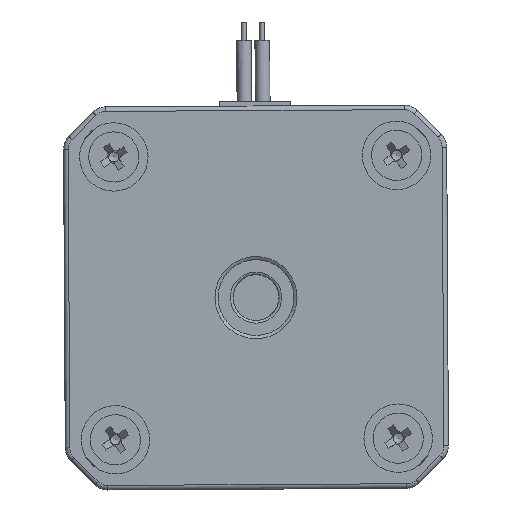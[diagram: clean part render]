
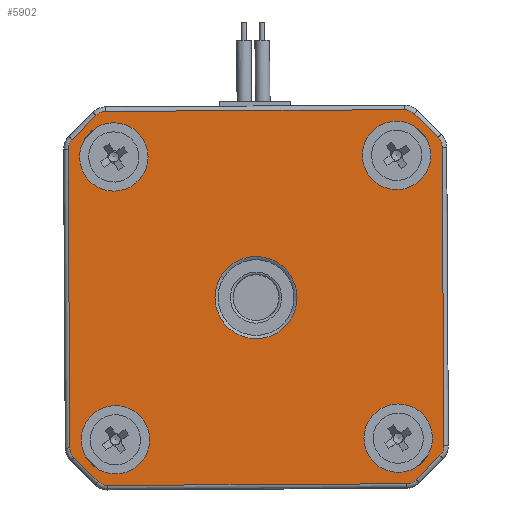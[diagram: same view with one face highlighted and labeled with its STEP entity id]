
A CAD part, front view. The second image highlights one B-rep face of the part: STEP entity #5902.
In plain terms, the highlighted planar face has unit normal (0, -1, 0).
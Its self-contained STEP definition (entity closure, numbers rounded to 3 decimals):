
#122=FACE_BOUND('',#927,.T.);
#123=FACE_BOUND('',#928,.T.);
#124=FACE_BOUND('',#929,.T.);
#125=FACE_BOUND('',#930,.T.);
#126=FACE_BOUND('',#931,.T.);
#177=PLANE('',#6451);
#547=FACE_OUTER_BOUND('',#926,.T.);
#926=EDGE_LOOP('',(#4537,#4538,#4539,#4540,#4541,#4542,#4543,#4544,#4545,
#4546,#4547,#4548,#4549,#4550,#4551,#4552));
#927=EDGE_LOOP('',(#4553,#4554));
#928=EDGE_LOOP('',(#4555,#4556));
#929=EDGE_LOOP('',(#4557,#4558));
#930=EDGE_LOOP('',(#4559,#4560));
#931=EDGE_LOOP('',(#4561,#4562));
#1350=LINE('',#9705,#1747);
#1351=LINE('',#9709,#1748);
#1352=LINE('',#9713,#1749);
#1353=LINE('',#9717,#1750);
#1354=LINE('',#9721,#1751);
#1355=LINE('',#9725,#1752);
#1356=LINE('',#9729,#1753);
#1357=LINE('',#9733,#1754);
#1747=VECTOR('',#7701,1000.);
#1748=VECTOR('',#7704,1000.);
#1749=VECTOR('',#7707,1000.);
#1750=VECTOR('',#7710,1000.);
#1751=VECTOR('',#7713,1000.);
#1752=VECTOR('',#7716,1000.);
#1753=VECTOR('',#7719,1000.);
#1754=VECTOR('',#7722,1000.);
#2140=CIRCLE('',#6408,3.75);
#2141=CIRCLE('',#6409,3.75);
#2144=CIRCLE('',#6413,3.75);
#2145=CIRCLE('',#6414,3.75);
#2148=CIRCLE('',#6418,3.75);
#2149=CIRCLE('',#6419,3.75);
#2152=CIRCLE('',#6423,3.75);
#2153=CIRCLE('',#6424,3.75);
#2163=CIRCLE('',#6439,4.5);
#2164=CIRCLE('',#6440,4.5);
#2170=CIRCLE('',#6452,1.5);
#2171=CIRCLE('',#6453,1.5);
#2172=CIRCLE('',#6454,1.5);
#2173=CIRCLE('',#6455,1.5);
#2174=CIRCLE('',#6456,1.5);
#2175=CIRCLE('',#6457,1.5);
#2176=CIRCLE('',#6458,1.5);
#2177=CIRCLE('',#6459,1.5);
#2617=VERTEX_POINT('',#9547);
#2618=VERTEX_POINT('',#9549);
#2621=VERTEX_POINT('',#9557);
#2622=VERTEX_POINT('',#9559);
#2625=VERTEX_POINT('',#9567);
#2626=VERTEX_POINT('',#9569);
#2629=VERTEX_POINT('',#9577);
#2630=VERTEX_POINT('',#9579);
#2641=VERTEX_POINT('',#9610);
#2642=VERTEX_POINT('',#9612);
#2681=VERTEX_POINT('',#9703);
#2682=VERTEX_POINT('',#9704);
#2683=VERTEX_POINT('',#9706);
#2684=VERTEX_POINT('',#9708);
#2685=VERTEX_POINT('',#9710);
#2686=VERTEX_POINT('',#9712);
#2687=VERTEX_POINT('',#9714);
#2688=VERTEX_POINT('',#9716);
#2689=VERTEX_POINT('',#9718);
#2690=VERTEX_POINT('',#9720);
#2691=VERTEX_POINT('',#9722);
#2692=VERTEX_POINT('',#9724);
#2693=VERTEX_POINT('',#9726);
#2694=VERTEX_POINT('',#9728);
#2695=VERTEX_POINT('',#9730);
#2696=VERTEX_POINT('',#9732);
#3290=EDGE_CURVE('',#2618,#2617,#2140,.T.);
#3291=EDGE_CURVE('',#2617,#2618,#2141,.T.);
#3295=EDGE_CURVE('',#2622,#2621,#2144,.T.);
#3296=EDGE_CURVE('',#2621,#2622,#2145,.T.);
#3300=EDGE_CURVE('',#2626,#2625,#2148,.T.);
#3301=EDGE_CURVE('',#2625,#2626,#2149,.T.);
#3305=EDGE_CURVE('',#2630,#2629,#2152,.T.);
#3306=EDGE_CURVE('',#2629,#2630,#2153,.T.);
#3321=EDGE_CURVE('',#2642,#2641,#2163,.T.);
#3322=EDGE_CURVE('',#2641,#2642,#2164,.T.);
#3367=EDGE_CURVE('',#2681,#2682,#1350,.T.);
#3368=EDGE_CURVE('',#2682,#2683,#2170,.T.);
#3369=EDGE_CURVE('',#2683,#2684,#1351,.T.);
#3370=EDGE_CURVE('',#2684,#2685,#2171,.T.);
#3371=EDGE_CURVE('',#2685,#2686,#1352,.T.);
#3372=EDGE_CURVE('',#2686,#2687,#2172,.T.);
#3373=EDGE_CURVE('',#2687,#2688,#1353,.T.);
#3374=EDGE_CURVE('',#2688,#2689,#2173,.T.);
#3375=EDGE_CURVE('',#2689,#2690,#1354,.T.);
#3376=EDGE_CURVE('',#2690,#2691,#2174,.T.);
#3377=EDGE_CURVE('',#2691,#2692,#1355,.T.);
#3378=EDGE_CURVE('',#2692,#2693,#2175,.T.);
#3379=EDGE_CURVE('',#2693,#2694,#1356,.T.);
#3380=EDGE_CURVE('',#2694,#2695,#2176,.T.);
#3381=EDGE_CURVE('',#2695,#2696,#1357,.T.);
#3382=EDGE_CURVE('',#2696,#2681,#2177,.T.);
#4537=ORIENTED_EDGE('',*,*,#3367,.T.);
#4538=ORIENTED_EDGE('',*,*,#3368,.T.);
#4539=ORIENTED_EDGE('',*,*,#3369,.T.);
#4540=ORIENTED_EDGE('',*,*,#3370,.T.);
#4541=ORIENTED_EDGE('',*,*,#3371,.T.);
#4542=ORIENTED_EDGE('',*,*,#3372,.T.);
#4543=ORIENTED_EDGE('',*,*,#3373,.T.);
#4544=ORIENTED_EDGE('',*,*,#3374,.T.);
#4545=ORIENTED_EDGE('',*,*,#3375,.T.);
#4546=ORIENTED_EDGE('',*,*,#3376,.T.);
#4547=ORIENTED_EDGE('',*,*,#3377,.T.);
#4548=ORIENTED_EDGE('',*,*,#3378,.T.);
#4549=ORIENTED_EDGE('',*,*,#3379,.T.);
#4550=ORIENTED_EDGE('',*,*,#3380,.T.);
#4551=ORIENTED_EDGE('',*,*,#3381,.T.);
#4552=ORIENTED_EDGE('',*,*,#3382,.T.);
#4553=ORIENTED_EDGE('',*,*,#3305,.T.);
#4554=ORIENTED_EDGE('',*,*,#3306,.T.);
#4555=ORIENTED_EDGE('',*,*,#3300,.T.);
#4556=ORIENTED_EDGE('',*,*,#3301,.T.);
#4557=ORIENTED_EDGE('',*,*,#3295,.T.);
#4558=ORIENTED_EDGE('',*,*,#3296,.T.);
#4559=ORIENTED_EDGE('',*,*,#3290,.T.);
#4560=ORIENTED_EDGE('',*,*,#3291,.T.);
#4561=ORIENTED_EDGE('',*,*,#3321,.T.);
#4562=ORIENTED_EDGE('',*,*,#3322,.T.);
#5902=ADVANCED_FACE('',(#547,#122,#123,#124,#125,#126),#177,.F.);
#6408=AXIS2_PLACEMENT_3D('',#9550,#7566,#7567);
#6409=AXIS2_PLACEMENT_3D('',#9551,#7568,#7569);
#6413=AXIS2_PLACEMENT_3D('',#9560,#7577,#7578);
#6414=AXIS2_PLACEMENT_3D('',#9561,#7579,#7580);
#6418=AXIS2_PLACEMENT_3D('',#9570,#7588,#7589);
#6419=AXIS2_PLACEMENT_3D('',#9571,#7590,#7591);
#6423=AXIS2_PLACEMENT_3D('',#9580,#7599,#7600);
#6424=AXIS2_PLACEMENT_3D('',#9581,#7601,#7602);
#6439=AXIS2_PLACEMENT_3D('',#9613,#7636,#7637);
#6440=AXIS2_PLACEMENT_3D('',#9614,#7638,#7639);
#6451=AXIS2_PLACEMENT_3D('',#9702,#7699,#7700);
#6452=AXIS2_PLACEMENT_3D('',#9707,#7702,#7703);
#6453=AXIS2_PLACEMENT_3D('',#9711,#7705,#7706);
#6454=AXIS2_PLACEMENT_3D('',#9715,#7708,#7709);
#6455=AXIS2_PLACEMENT_3D('',#9719,#7711,#7712);
#6456=AXIS2_PLACEMENT_3D('',#9723,#7714,#7715);
#6457=AXIS2_PLACEMENT_3D('',#9727,#7717,#7718);
#6458=AXIS2_PLACEMENT_3D('',#9731,#7720,#7721);
#6459=AXIS2_PLACEMENT_3D('',#9734,#7723,#7724);
#7566=DIRECTION('center_axis',(0.,1.,0.));
#7567=DIRECTION('ref_axis',(-0.006,0.,1.));
#7568=DIRECTION('center_axis',(0.,1.,0.));
#7569=DIRECTION('ref_axis',(-0.006,0.,1.));
#7577=DIRECTION('center_axis',(0.,1.,0.));
#7578=DIRECTION('ref_axis',(-0.006,0.,1.));
#7579=DIRECTION('center_axis',(0.,1.,0.));
#7580=DIRECTION('ref_axis',(-0.006,0.,1.));
#7588=DIRECTION('center_axis',(0.,1.,0.));
#7589=DIRECTION('ref_axis',(-0.006,0.,1.));
#7590=DIRECTION('center_axis',(0.,1.,0.));
#7591=DIRECTION('ref_axis',(-0.006,0.,1.));
#7599=DIRECTION('center_axis',(0.,1.,0.));
#7600=DIRECTION('ref_axis',(-0.006,0.,1.));
#7601=DIRECTION('center_axis',(0.,1.,0.));
#7602=DIRECTION('ref_axis',(-0.006,0.,1.));
#7636=DIRECTION('center_axis',(0.,1.,0.));
#7637=DIRECTION('ref_axis',(-0.006,0.,1.));
#7638=DIRECTION('center_axis',(0.,1.,0.));
#7639=DIRECTION('ref_axis',(-0.006,0.,1.));
#7699=DIRECTION('center_axis',(0.,1.,0.));
#7700=DIRECTION('ref_axis',(-0.006,0.,1.));
#7701=DIRECTION('',(-1.,0.,-0.006));
#7702=DIRECTION('center_axis',(0.,-1.,0.));
#7703=DIRECTION('ref_axis',(-0.006,0.,1.));
#7704=DIRECTION('',(-0.703,0.,-0.711));
#7705=DIRECTION('center_axis',(0.,-1.,0.));
#7706=DIRECTION('ref_axis',(-0.006,0.,1.));
#7707=DIRECTION('',(0.006,0.,-1.));
#7708=DIRECTION('center_axis',(0.,-1.,0.));
#7709=DIRECTION('ref_axis',(-0.006,0.,1.));
#7710=DIRECTION('',(0.711,0.,-0.703));
#7711=DIRECTION('center_axis',(0.,-1.,0.));
#7712=DIRECTION('ref_axis',(-0.006,0.,1.));
#7713=DIRECTION('',(1.,0.,0.006));
#7714=DIRECTION('center_axis',(0.,-1.,0.));
#7715=DIRECTION('ref_axis',(-0.006,0.,1.));
#7716=DIRECTION('',(0.703,0.,0.711));
#7717=DIRECTION('center_axis',(0.,-1.,0.));
#7718=DIRECTION('ref_axis',(-0.006,0.,1.));
#7719=DIRECTION('',(-0.006,0.,1.));
#7720=DIRECTION('center_axis',(0.,-1.,0.));
#7721=DIRECTION('ref_axis',(-0.006,0.,1.));
#7722=DIRECTION('',(-0.711,0.,0.703));
#7723=DIRECTION('center_axis',(0.,-1.,0.));
#7724=DIRECTION('ref_axis',(-0.006,0.,1.));
#9547=CARTESIAN_POINT('',(-2.535,14.5,17.538));
#9549=CARTESIAN_POINT('',(-2.492,14.5,10.038));
#9550=CARTESIAN_POINT('Origin',(-2.514,14.5,13.788));
#9551=CARTESIAN_POINT('Origin',(-2.514,14.5,13.788));
#9557=CARTESIAN_POINT('',(28.465,14.5,17.715));
#9559=CARTESIAN_POINT('',(28.507,14.5,10.215));
#9560=CARTESIAN_POINT('Origin',(28.486,14.5,13.965));
#9561=CARTESIAN_POINT('Origin',(28.486,14.5,13.965));
#9567=CARTESIAN_POINT('',(28.641,14.5,-13.284));
#9569=CARTESIAN_POINT('',(28.684,14.5,-20.784));
#9570=CARTESIAN_POINT('Origin',(28.663,14.5,-17.034));
#9571=CARTESIAN_POINT('Origin',(28.663,14.5,-17.034));
#9577=CARTESIAN_POINT('',(-2.358,14.5,-13.461));
#9579=CARTESIAN_POINT('',(-2.315,14.5,-20.961));
#9580=CARTESIAN_POINT('Origin',(-2.337,14.5,-17.211));
#9581=CARTESIAN_POINT('Origin',(-2.337,14.5,-17.211));
#9610=CARTESIAN_POINT('',(13.049,14.5,2.877));
#9612=CARTESIAN_POINT('',(13.1,14.5,-6.123));
#9613=CARTESIAN_POINT('Origin',(13.075,14.5,-1.623));
#9614=CARTESIAN_POINT('Origin',(13.075,14.5,-1.623));
#9702=CARTESIAN_POINT('Origin',(13.075,14.5,-1.623));
#9703=CARTESIAN_POINT('',(29.329,14.5,18.97));
#9704=CARTESIAN_POINT('',(-3.414,14.5,18.783));
#9705=CARTESIAN_POINT('',(12.958,14.5,18.877));
#9706=CARTESIAN_POINT('',(-4.472,14.5,18.338));
#9707=CARTESIAN_POINT('Origin',(-3.405,14.5,17.283));
#9708=CARTESIAN_POINT('',(-7.085,14.5,15.695));
#9709=CARTESIAN_POINT('',(-5.778,14.5,17.016));
#9710=CARTESIAN_POINT('',(-7.518,14.5,14.631));
#9711=CARTESIAN_POINT('Origin',(-6.018,14.5,14.64));
#9712=CARTESIAN_POINT('',(-7.332,14.5,-18.111));
#9713=CARTESIAN_POINT('',(-7.332,14.5,-18.111));
#9714=CARTESIAN_POINT('',(-6.886,14.5,-19.169));
#9715=CARTESIAN_POINT('Origin',(-5.832,14.5,-18.103));
#9716=CARTESIAN_POINT('',(-4.243,14.5,-21.783));
#9717=CARTESIAN_POINT('',(-4.243,14.5,-21.783));
#9718=CARTESIAN_POINT('',(-3.18,14.5,-22.216));
#9719=CARTESIAN_POINT('Origin',(-3.188,14.5,-20.716));
#9720=CARTESIAN_POINT('',(29.563,14.5,-22.029));
#9721=CARTESIAN_POINT('',(29.563,14.5,-22.029));
#9722=CARTESIAN_POINT('',(30.621,14.5,-21.584));
#9723=CARTESIAN_POINT('Origin',(29.554,14.5,-20.529));
#9724=CARTESIAN_POINT('',(33.234,14.5,-18.941));
#9725=CARTESIAN_POINT('',(33.234,14.5,-18.941));
#9726=CARTESIAN_POINT('',(33.668,14.5,-17.877));
#9727=CARTESIAN_POINT('Origin',(32.168,14.5,-17.886));
#9728=CARTESIAN_POINT('',(33.481,14.5,14.865));
#9729=CARTESIAN_POINT('',(33.574,14.5,-1.506));
#9730=CARTESIAN_POINT('',(33.036,14.5,15.923));
#9731=CARTESIAN_POINT('Origin',(31.981,14.5,14.857));
#9732=CARTESIAN_POINT('',(30.392,14.5,18.537));
#9733=CARTESIAN_POINT('',(31.714,14.5,17.23));
#9734=CARTESIAN_POINT('Origin',(29.338,14.5,17.47));
